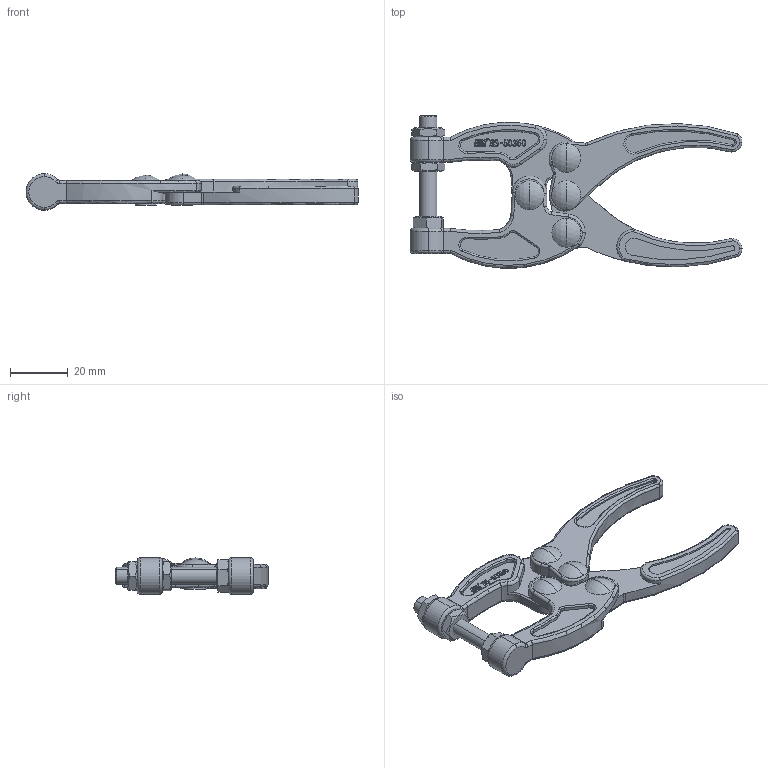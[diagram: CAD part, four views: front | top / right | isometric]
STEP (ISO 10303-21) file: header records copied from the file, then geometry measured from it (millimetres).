
FILE_DESCRIPTION (( 'STEP AP203' ), '1' );
FILE_NAME ('HS-50350.STEP', '2019-10-07T06:39:23', ( '微软用户' ), ( '微软中国' ), 'SwSTEP 2.0', 'SolidWorks 2012', '' );
FILE_SCHEMA (( 'CONFIG_CONTROL_DESIGN' ));
Length unit declared in the file: millimetre
Products named in the file (7): 奻標赽; 菁標赽; HS-50350; hex thin nuts-grades ab-chamfered gb_GB_FASTENER_NUT_STNAB M6-N; hexagon head bolts-full thread gb_GB_FASTENER_BOLT_STBAB A M6X35-N; 隊; 錨璃1
Assembly tree (11 placements, depth 2):
  HS-50350
    菁標赽
    奻標赽
    錨璃1  x2
    隊  x4
    hexagon head bolts-full thread gb_GB_FASTENER_BOLT_STBAB A M6X35-N
    hex thin nuts-grades ab-chamfered gb_GB_FASTENER_NUT_STNAB M6-N  x2
Bounding box: 115.3 x 53 x 12.7 mm (x, y, z)
Volume: 21022.1 mm3; surface area: 14472.3 mm2
Topology: 11 solids, 11 shells, 791 faces, 1979 edges, 1258 vertices
Faces by surface type: plane 255, cylinder 210, bspline 147, torus 145, cone 26, sphere 8
Entity records: 27966 total; most frequent: CARTESIAN_POINT 11472, ORIENTED_EDGE 3442, DIRECTION 2955, EDGE_CURVE 1721, VERTEX_POINT 1097, AXIS2_PLACEMENT_3D 1068, LINE 819, VECTOR 819
